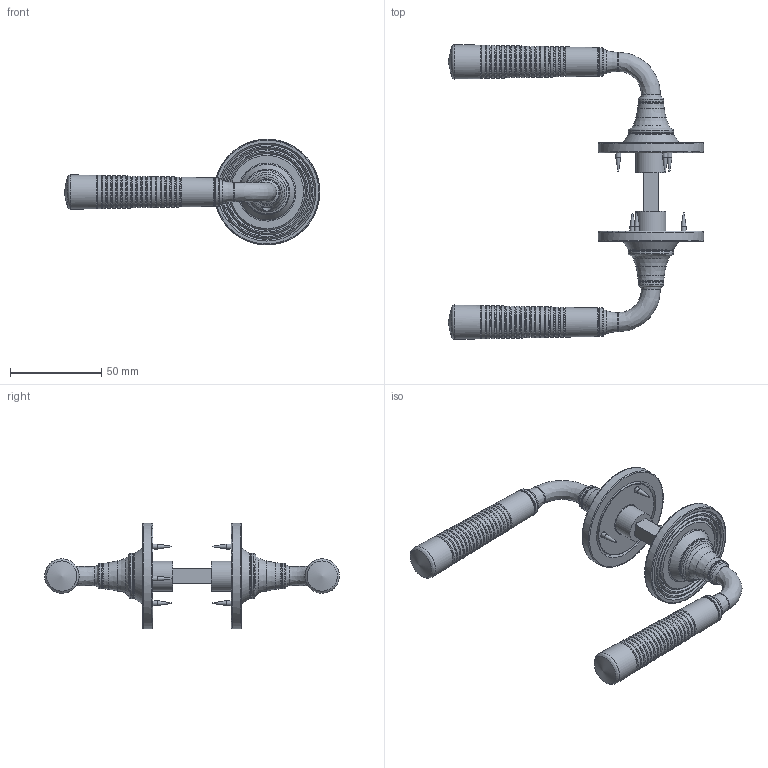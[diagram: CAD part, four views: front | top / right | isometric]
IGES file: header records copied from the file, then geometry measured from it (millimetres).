
Global section: file name: PK6057R57; native system: Autodesk Inventor 2024; preprocessor: unknown; author: adaniels; date: 20250319.184302; units: millimetre
Bounding box: 140.33 x 161.92 x 57.95 mm (x, y, z)
Volume: 86589.5 mm3; surface area: 54780.2 mm2
Topology: 23 solids, 23 shells, 572 faces, 1682 edges, 1186 vertices
Faces by surface type: bspline 572
